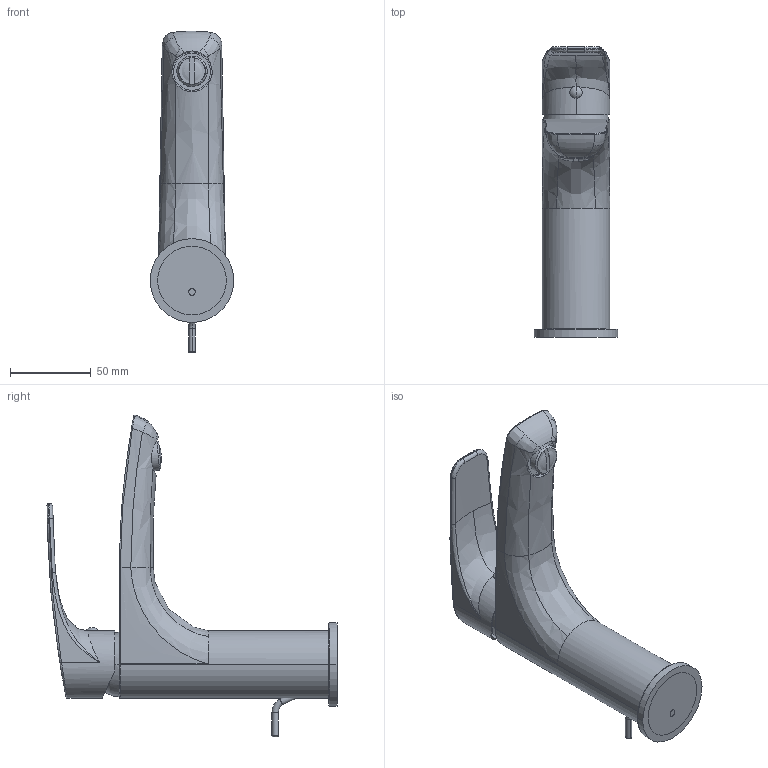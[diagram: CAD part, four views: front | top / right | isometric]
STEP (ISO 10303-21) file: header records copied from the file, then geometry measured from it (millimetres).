
FILE_DESCRIPTION((''),'2;1');
FILE_NAME('LM075CR','2021-05-04T11:13:17',('ut3'),('PAFFONI SpA'),'CREO PARAMETRIC BY PTC INC, 2020044','CREO PARAMETRIC BY PTC INC, 2020044','');
FILE_SCHEMA(('CONFIG_CONTROL_DESIGN','SHAPE_APPEARANCE_LAYERS_GROUPS'));
Length unit declared in the file: millimetre
Products named in the file (1): LM075CR
Bounding box: 52 x 180 x 199.83 mm (x, y, z)
Surface area: 60139.6 mm2 (no closed solid volume)
Topology: 0 solids, 17 shells, 164 faces, 431 edges, 281 vertices
Faces by surface type: bspline 53, cylinder 50, plane 36, cone 11, torus 7, sphere 6, revolution 1
Entity records: 10495 total; most frequent: CARTESIAN_POINT 6028, ORIENTED_EDGE 760, DIRECTION 645, EDGE_CURVE 429, VERTEX_POINT 281, AXIS2_PLACEMENT_3D 259, EDGE_LOOP 164, FACE_OUTER_BOUND 164
